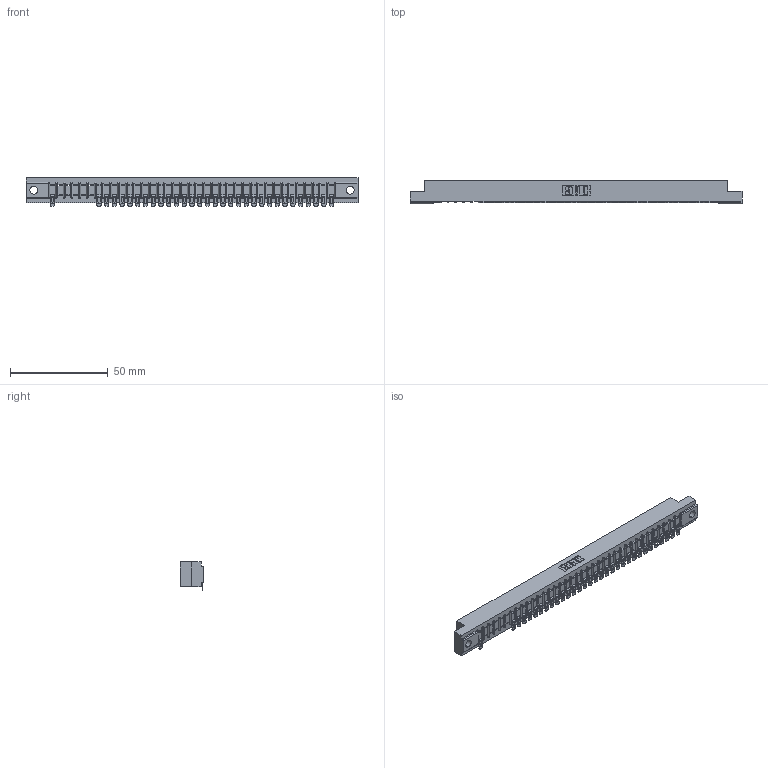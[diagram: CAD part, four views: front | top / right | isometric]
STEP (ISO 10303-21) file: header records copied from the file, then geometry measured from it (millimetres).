
FILE_DESCRIPTION (( 'STEP AP203' ), '1' );
FILE_NAME ('357-037-554-102.STEP', '2018-08-10T08:04:25', ( '' ), ( '' ), 'SwSTEP 2.0', 'SolidWorks 2016', '' );
FILE_SCHEMA (( 'CONFIG_CONTROL_DESIGN' ));
Length unit declared in the file: inch
Products named in the file (3): 307 Part_.128 Dia Mounting Holes; 307-290-002_554; 357-037-554-102
Assembly tree (33 placements, depth 2):
  357-037-554-102
    307 Part_.128 Dia Mounting Holes
    307-290-002_554  x32
Bounding box: 169.62 x 12.01 x 14.52 mm (x, y, z)
Volume: 17893.3 mm3; surface area: 21388.7 mm2
Topology: 33 solids, 33 shells, 2848 faces, 8739 edges, 5722 vertices
Faces by surface type: plane 1602, cylinder 1170, sphere 76
Entity records: 33143 total; most frequent: CARTESIAN_POINT 5613, ORIENTED_EDGE 5608, DIRECTION 5456, EDGE_CURVE 2804, VECTOR 2138, LINE 2138, VERTEX_POINT 1816, AXIS2_PLACEMENT_3D 1659
